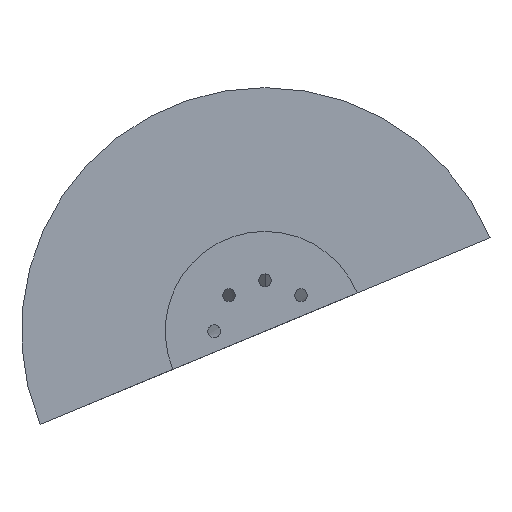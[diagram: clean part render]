
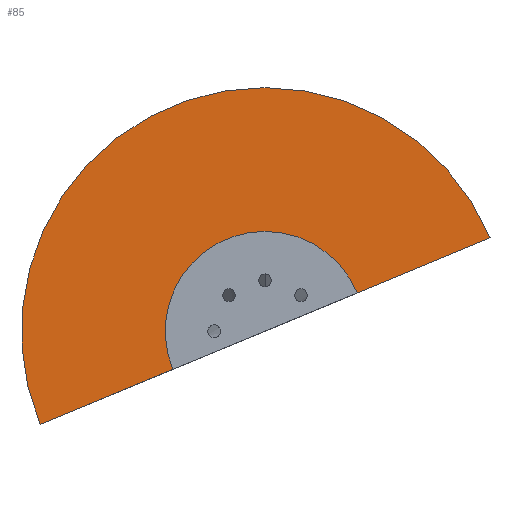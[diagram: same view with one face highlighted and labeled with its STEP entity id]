
A CAD part, left-side view. The second image highlights one B-rep face of the part: STEP entity #85.
In plain terms, the highlighted planar face has unit normal (-1, 0, 0).
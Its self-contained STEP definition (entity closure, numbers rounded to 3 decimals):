
#2 = DIRECTION ( 'NONE',  ( -1., 0., 0. ) ) ;
#25 = CIRCLE ( 'NONE', #516, 12.7 ) ;
#35 = CARTESIAN_POINT ( 'NONE',  ( 0., 28.64, -11.863 ) ) ;
#47 = VERTEX_POINT ( 'NONE', #779 ) ;
#50 = DIRECTION ( 'NONE',  ( -1., 0., 0. ) ) ;
#59 = DIRECTION ( 'NONE',  ( -1., 0., 0. ) ) ;
#62 = VECTOR ( 'NONE', #436, 1000. ) ;
#84 = ORIENTED_EDGE ( 'NONE', *, *, #416, .T. ) ;
#85 = ADVANCED_FACE ( 'NONE', ( #237 ), #290, .F. ) ;
#107 = CIRCLE ( 'NONE', #629, 31. ) ;
#124 = DIRECTION ( 'NONE',  ( 0., 0., 1. ) ) ;
#169 = CIRCLE ( 'NONE', #552, 31. ) ;
#188 = ORIENTED_EDGE ( 'NONE', *, *, #200, .F. ) ;
#191 = EDGE_LOOP ( 'NONE', ( #84, #525, #802, #346, #188, #545 ) ) ;
#200 = EDGE_CURVE ( 'NONE', #733, #720, #25, .T. ) ;
#222 = VERTEX_POINT ( 'NONE', #539 ) ;
#234 = CARTESIAN_POINT ( 'NONE',  ( 0., 0., 0. ) ) ;
#237 = FACE_OUTER_BOUND ( 'NONE', #191, .T. ) ;
#255 = VERTEX_POINT ( 'NONE', #313 ) ;
#290 = PLANE ( 'NONE',  #622 ) ;
#307 = LINE ( 'NONE', #561, #446 ) ;
#312 = AXIS2_PLACEMENT_3D ( 'NONE', #638, #2, #124 ) ;
#313 = CARTESIAN_POINT ( 'NONE',  ( 0., 11.733, -4.86 ) ) ;
#326 = CARTESIAN_POINT ( 'NONE',  ( 0., 0., 0. ) ) ;
#346 = ORIENTED_EDGE ( 'NONE', *, *, #760, .F. ) ;
#378 = VERTEX_POINT ( 'NONE', #514 ) ;
#379 = CARTESIAN_POINT ( 'NONE',  ( 0., -11.733, 4.86 ) ) ;
#416 = EDGE_CURVE ( 'NONE', #47, #222, #107, .T. ) ;
#417 = CARTESIAN_POINT ( 'NONE',  ( 0., 0., 0. ) ) ;
#436 = DIRECTION ( 'NONE',  ( 0., -0.924, 0.383 ) ) ;
#446 = VECTOR ( 'NONE', #742, 1000. ) ;
#472 = DIRECTION ( 'NONE',  ( 0., 0., 1. ) ) ;
#478 = LINE ( 'NONE', #35, #62 ) ;
#487 = CIRCLE ( 'NONE', #312, 12.7 ) ;
#489 = CARTESIAN_POINT ( 'NONE',  ( 0., 12.7, 0. ) ) ;
#514 = CARTESIAN_POINT ( 'NONE',  ( 0., 28.64, -11.863 ) ) ;
#516 = AXIS2_PLACEMENT_3D ( 'NONE', #234, #50, #743 ) ;
#521 = CARTESIAN_POINT ( 'NONE',  ( 0., 0., 12.7 ) ) ;
#525 = ORIENTED_EDGE ( 'NONE', *, *, #669, .T. ) ;
#539 = CARTESIAN_POINT ( 'NONE',  ( 0., 0., 31. ) ) ;
#545 = ORIENTED_EDGE ( 'NONE', *, *, #606, .T. ) ;
#550 = DIRECTION ( 'NONE',  ( 0., 0., -1. ) ) ;
#552 = AXIS2_PLACEMENT_3D ( 'NONE', #417, #59, #785 ) ;
#561 = CARTESIAN_POINT ( 'NONE',  ( 0., 28.64, -11.863 ) ) ;
#606 = EDGE_CURVE ( 'NONE', #733, #47, #478, .T. ) ;
#622 = AXIS2_PLACEMENT_3D ( 'NONE', #489, #791, #550 ) ;
#629 = AXIS2_PLACEMENT_3D ( 'NONE', #326, #780, #472 ) ;
#638 = CARTESIAN_POINT ( 'NONE',  ( 0., 0., 0. ) ) ;
#669 = EDGE_CURVE ( 'NONE', #222, #378, #169, .T. ) ;
#678 = EDGE_CURVE ( 'NONE', #378, #255, #307, .T. ) ;
#720 = VERTEX_POINT ( 'NONE', #521 ) ;
#733 = VERTEX_POINT ( 'NONE', #379 ) ;
#742 = DIRECTION ( 'NONE',  ( 0., -0.924, 0.383 ) ) ;
#743 = DIRECTION ( 'NONE',  ( 0., 0., 1. ) ) ;
#760 = EDGE_CURVE ( 'NONE', #720, #255, #487, .T. ) ;
#779 = CARTESIAN_POINT ( 'NONE',  ( 0., -28.64, 11.863 ) ) ;
#780 = DIRECTION ( 'NONE',  ( -1., 0., 0. ) ) ;
#785 = DIRECTION ( 'NONE',  ( 0., 0., 1. ) ) ;
#791 = DIRECTION ( 'NONE',  ( 1., 0., 0. ) ) ;
#802 = ORIENTED_EDGE ( 'NONE', *, *, #678, .T. ) ;
